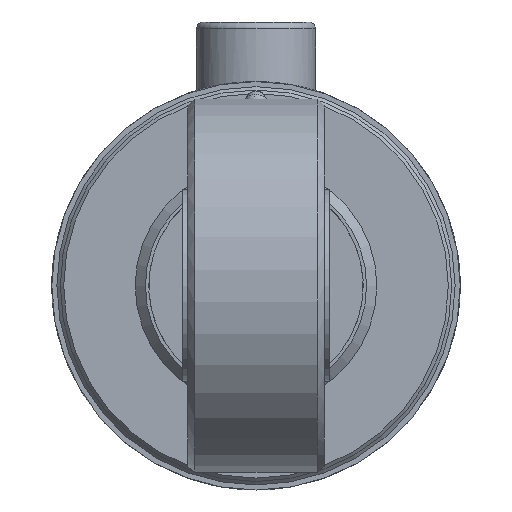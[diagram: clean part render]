
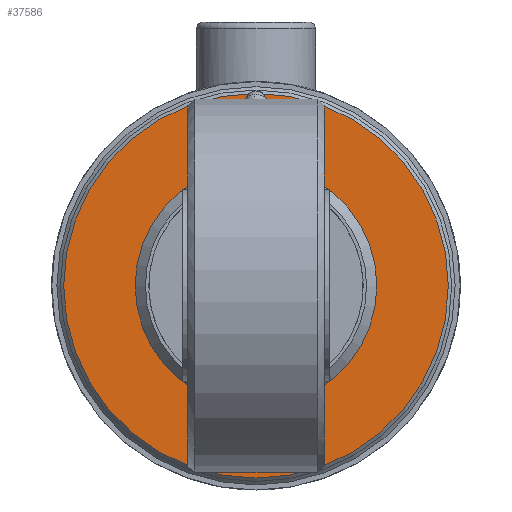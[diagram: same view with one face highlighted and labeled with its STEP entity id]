
A CAD part, front view. The second image highlights one B-rep face of the part: STEP entity #37586.
In plain terms, the highlighted planar face has unit normal (0, -1, 0).
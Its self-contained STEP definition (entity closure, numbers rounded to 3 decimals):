
#37552=CARTESIAN_POINT('',(0.,-278.,56.5));
#37553=VERTEX_POINT('',#37552);
#37554=CARTESIAN_POINT('',(0.0,-278.,0.));
#37555=DIRECTION('',(0.0,1.0,0.0));
#37556=DIRECTION('',(0.0,0.0,-1.0));
#37557=AXIS2_PLACEMENT_3D('',#37554,#37555,#37556);
#37558=CIRCLE('',#37557,56.5);
#37559=EDGE_CURVE('',#37553,#37553,#37558,.T.);
#37567=CARTESIAN_POINT('',(0.0,-278.,46.5));
#37568=DIRECTION('',(0.0,-1.0,0.0));
#37569=DIRECTION('',(0.0,0.0,-1.0));
#37570=AXIS2_PLACEMENT_3D('',#37567,#37568,#37569);
#37571=PLANE('',#37570);
#37572=ORIENTED_EDGE('',*,*,#37559,.F.);
#37573=EDGE_LOOP('',(#37572));
#37574=FACE_OUTER_BOUND('',#37573,.T.);
#37575=CARTESIAN_POINT('',(0.0,-278.0,35.5));
#37576=VERTEX_POINT('',#37575);
#37577=CARTESIAN_POINT('',(0.0,-278.0,0.));
#37578=DIRECTION('',(0.0,1.0,0.0));
#37579=DIRECTION('',(0.0,0.0,1.0));
#37580=AXIS2_PLACEMENT_3D('',#37577,#37578,#37579);
#37581=CIRCLE('',#37580,35.5);
#37582=EDGE_CURVE('',#37576,#37576,#37581,.T.);
#37583=ORIENTED_EDGE('',*,*,#37582,.T.);
#37584=EDGE_LOOP('',(#37583));
#37585=FACE_BOUND('',#37584,.T.);
#37586=ADVANCED_FACE('',(#37574,#37585),#37571,.T.);
